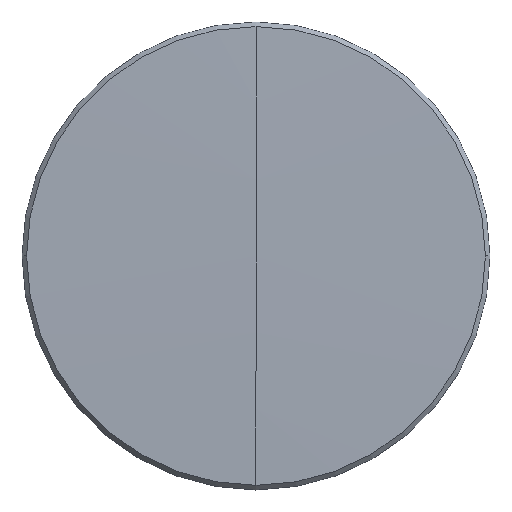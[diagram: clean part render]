
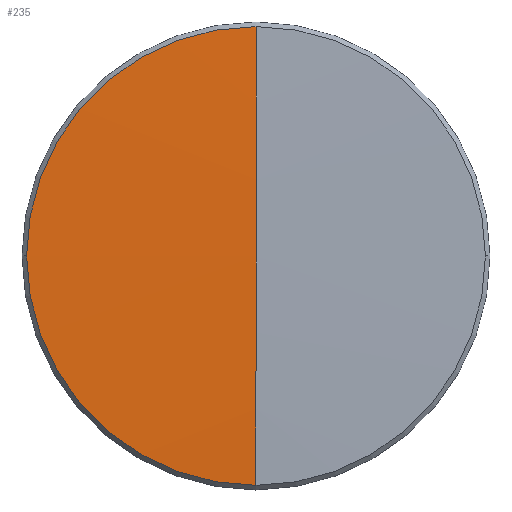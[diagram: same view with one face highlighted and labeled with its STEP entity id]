
A CAD part, top view. The second image highlights one B-rep face of the part: STEP entity #235.
In plain terms, the highlighted spherical face has radius 459.7 mm.
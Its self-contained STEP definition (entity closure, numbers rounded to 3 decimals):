
#20 = DIRECTION ( 'NONE',  ( -1., 0., 0. ) ) ;
#21 = VERTEX_POINT ( 'NONE', #355 ) ;
#27 = CARTESIAN_POINT ( 'NONE',  ( 0., 0., 1.031 ) ) ;
#32 = CARTESIAN_POINT ( 'NONE',  ( 0., 0., -458.5 ) ) ;
#35 = ORIENTED_EDGE ( 'NONE', *, *, #229, .T. ) ;
#37 = CIRCLE ( 'NONE', #143, 459.7 ) ;
#38 = DIRECTION ( 'NONE',  ( 0., 0., -1. ) ) ;
#54 = CARTESIAN_POINT ( 'NONE',  ( 0., -12.45, 1.031 ) ) ;
#65 = CIRCLE ( 'NONE', #83, 459.7 ) ;
#76 = ORIENTED_EDGE ( 'NONE', *, *, #189, .T. ) ;
#83 = AXIS2_PLACEMENT_3D ( 'NONE', #32, #271, #38 ) ;
#89 = AXIS2_PLACEMENT_3D ( 'NONE', #354, #269, #20 ) ;
#98 = DIRECTION ( 'NONE',  ( 0., -1., 0. ) ) ;
#101 = FACE_OUTER_BOUND ( 'NONE', #318, .T. ) ;
#107 = CIRCLE ( 'NONE', #89, 12.45 ) ;
#124 = DIRECTION ( 'NONE',  ( -1., 0., 0. ) ) ;
#131 = DIRECTION ( 'NONE',  ( -1., 0., 0. ) ) ;
#132 = CARTESIAN_POINT ( 'NONE',  ( 0., 12.45, 1.031 ) ) ;
#143 = AXIS2_PLACEMENT_3D ( 'NONE', #234, #131, #98 ) ;
#146 = AXIS2_PLACEMENT_3D ( 'NONE', #278, #153, #247 ) ;
#153 = DIRECTION ( 'NONE',  ( -1., 0., 0. ) ) ;
#170 = AXIS2_PLACEMENT_3D ( 'NONE', #27, #231, #124 ) ;
#183 = VERTEX_POINT ( 'NONE', #132 ) ;
#187 = CARTESIAN_POINT ( 'NONE',  ( 0., 0., 1.2 ) ) ;
#189 = EDGE_CURVE ( 'NONE', #21, #360, #264, .T. ) ;
#190 = VERTEX_POINT ( 'NONE', #187 ) ;
#212 = EDGE_CURVE ( 'NONE', #360, #190, #37, .T. ) ;
#214 = ORIENTED_EDGE ( 'NONE', *, *, #236, .F. ) ;
#229 = EDGE_CURVE ( 'NONE', #183, #21, #107, .T. ) ;
#231 = DIRECTION ( 'NONE',  ( 0., 0., 1. ) ) ;
#234 = CARTESIAN_POINT ( 'NONE',  ( 0., 0., -458.5 ) ) ;
#235 = ADVANCED_FACE ( 'NONE', ( #101 ), #310, .T. ) ;
#236 = EDGE_CURVE ( 'NONE', #183, #190, #65, .T. ) ;
#247 = DIRECTION ( 'NONE',  ( 0., 1., 0. ) ) ;
#264 = CIRCLE ( 'NONE', #170, 12.45 ) ;
#269 = DIRECTION ( 'NONE',  ( 0., 0., 1. ) ) ;
#271 = DIRECTION ( 'NONE',  ( 1., 0., 0. ) ) ;
#278 = CARTESIAN_POINT ( 'NONE',  ( 0., 0., -458.5 ) ) ;
#310 = SPHERICAL_SURFACE ( 'NONE', #146, 459.7 ) ;
#318 = EDGE_LOOP ( 'NONE', ( #35, #76, #326, #214 ) ) ;
#326 = ORIENTED_EDGE ( 'NONE', *, *, #212, .T. ) ;
#354 = CARTESIAN_POINT ( 'NONE',  ( 0., 0., 1.031 ) ) ;
#355 = CARTESIAN_POINT ( 'NONE',  ( -12.45, 0., 1.031 ) ) ;
#360 = VERTEX_POINT ( 'NONE', #54 ) ;
